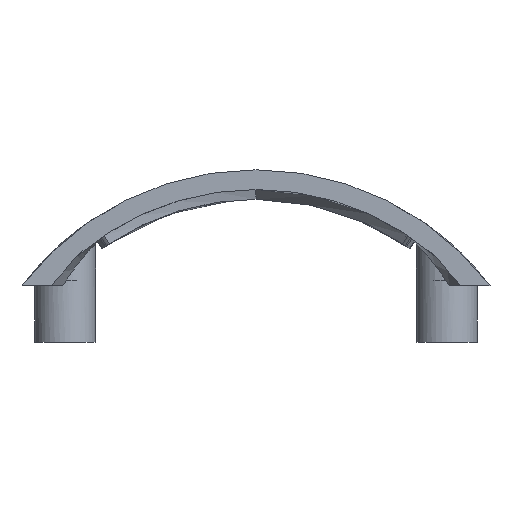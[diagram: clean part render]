
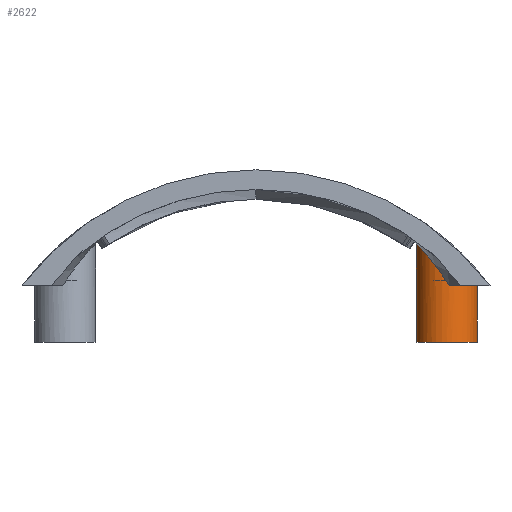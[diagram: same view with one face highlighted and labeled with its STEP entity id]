
A CAD part, front view. The second image highlights one B-rep face of the part: STEP entity #2622.
In plain terms, the highlighted cylindrical face has radius 3.1 mm (diameter 6.2 mm), a partial arc.
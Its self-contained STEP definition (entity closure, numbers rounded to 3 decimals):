
#95 = CARTESIAN_POINT ( 'NONE',  ( 43.125, 3.938, -14.507 ) ) ;
#296 = DIRECTION ( 'NONE',  ( -1., 0., 0. ) ) ;
#302 = CARTESIAN_POINT ( 'NONE',  ( 42.136, 0.999, 1.798 ) ) ;
#344 = CARTESIAN_POINT ( 'NONE',  ( 42.999, 0.836, 0.56 ) ) ;
#424 = EDGE_CURVE ( 'NONE', #7756, #6939, #871, .T. ) ;
#431 = CARTESIAN_POINT ( 'NONE',  ( 40.722, 1.978, 3.513 ) ) ;
#475 = CARTESIAN_POINT ( 'NONE',  ( 40.424, 2.412, 3.831 ) ) ;
#595 = CARTESIAN_POINT ( 'NONE',  ( 40.025, 3.938, -14.507 ) ) ;
#733 = AXIS2_PLACEMENT_3D ( 'NONE', #5174, #4427, #7284 ) ;
#871 = LINE ( 'NONE', #3662, #5977 ) ;
#887 = CARTESIAN_POINT ( 'NONE',  ( 40.025, 3.938, -5.739 ) ) ;
#1045 = CARTESIAN_POINT ( 'NONE',  ( 43.351, 0.846, 0. ) ) ;
#1049 = EDGE_CURVE ( 'NONE', #5807, #2022, #8980, .T. ) ;
#1089 = CARTESIAN_POINT ( 'NONE',  ( 41.6, 1.238, 2.491 ) ) ;
#1498 = CYLINDRICAL_SURFACE ( 'NONE', #8817, 3.1 ) ;
#1632 = ORIENTED_EDGE ( 'NONE', *, *, #6349, .T. ) ;
#1633 = EDGE_CURVE ( 'NONE', #5807, #7756, #6719, .T. ) ;
#1747 = CARTESIAN_POINT ( 'NONE',  ( 42.252, 0.963, 1.64 ) ) ;
#1786 = CARTESIAN_POINT ( 'NONE',  ( 40.025, 3.688, 4.236 ) ) ;
#1866 = AXIS2_PLACEMENT_3D ( 'NONE', #5333, #8184, #296 ) ;
#1914 = CARTESIAN_POINT ( 'NONE',  ( 41.737, 1.166, 2.319 ) ) ;
#2022 = VERTEX_POINT ( 'NONE', #7807 ) ;
#2345 = CARTESIAN_POINT ( 'NONE',  ( 43.351, 0.846, 0. ) ) ;
#2440 = CARTESIAN_POINT ( 'NONE',  ( 40.484, 2.31, 3.768 ) ) ;
#2485 = CARTESIAN_POINT ( 'NONE',  ( 40.582, 2.164, 3.664 ) ) ;
#2527 = CARTESIAN_POINT ( 'NONE',  ( 40.687, 2.022, 3.551 ) ) ;
#2545 = CARTESIAN_POINT ( 'NONE',  ( 46.225, 3.938, 0. ) ) ;
#2547 = CARTESIAN_POINT ( 'NONE',  ( 46.225, 3.938, -5.739 ) ) ;
#2568 = CARTESIAN_POINT ( 'NONE',  ( 40.317, 2.623, 3.942 ) ) ;
#2616 = CARTESIAN_POINT ( 'NONE',  ( 40.943, 1.731, 3.268 ) ) ;
#2622 = ADVANCED_FACE ( 'NONE', ( #7893 ), #1498, .T. ) ;
#3009 = B_SPLINE_CURVE_WITH_KNOTS ( 'NONE', 3,
 ( #1045, #4679, #344, #4595, #6711, #6129, #6881, #7532, #7577, #7488, #3887, #4634, #1747, #5425, #302, #8281, #8994, #5470, #1914, #6838, #8866, #1089, #3974, #3195, #8954, #8325, #4724, #3324, #6752, #2616, #6046, #431, #2527, #8911, #2485, #2440, #475, #8233, #2568, #3154, #5341, #5380, #3280, #8192, #1786, #3930 ),
 .UNSPECIFIED., .F., .F.,
 ( 4, 2, 2, 1, 1, 1, 2, 2, 1, 1, 1, 2, 2, 1, 1, 1, 2, 2, 1, 1, 1, 2, 2, 2, 2, 2, 2, 2, 4 ),
 ( 0., 0.062, 0.066, 0.07, 0.078, 0.094, 0.125, 0.129, 0.133, 0.141, 0.156, 0.187, 0.191, 0.195, 0.203, 0.219, 0.25, 0.254, 0.258, 0.265, 0.281, 0.312, 0.328, 0.344, 0.375, 0.39, 0.406, 0.437, 0.5 ),
 .UNSPECIFIED. ) ;
#3154 = CARTESIAN_POINT ( 'NONE',  ( 40.269, 2.731, 3.991 ) ) ;
#3195 = CARTESIAN_POINT ( 'NONE',  ( 41.317, 1.417, 2.834 ) ) ;
#3280 = CARTESIAN_POINT ( 'NONE',  ( 40.144, 3.078, 4.118 ) ) ;
#3324 = CARTESIAN_POINT ( 'NONE',  ( 41.16, 1.539, 3.019 ) ) ;
#3397 = DIRECTION ( 'NONE',  ( 0., 0., 1. ) ) ;
#3662 = CARTESIAN_POINT ( 'NONE',  ( 46.225, 3.938, -14.507 ) ) ;
#3730 = ORIENTED_EDGE ( 'NONE', *, *, #4479, .T. ) ;
#3797 = ORIENTED_EDGE ( 'NONE', *, *, #424, .T. ) ;
#3887 = CARTESIAN_POINT ( 'NONE',  ( 42.288, 0.953, 1.591 ) ) ;
#3930 = CARTESIAN_POINT ( 'NONE',  ( 40.025, 3.938, 4.236 ) ) ;
#3974 = CARTESIAN_POINT ( 'NONE',  ( 41.444, 1.329, 2.682 ) ) ;
#4392 = DIRECTION ( 'NONE',  ( 0., 0., 1. ) ) ;
#4423 = VERTEX_POINT ( 'NONE', #2345 ) ;
#4427 = DIRECTION ( 'NONE',  ( 0., 0., 1. ) ) ;
#4479 = EDGE_CURVE ( 'NONE', #6939, #4423, #4706, .T. ) ;
#4595 = CARTESIAN_POINT ( 'NONE',  ( 42.822, 0.852, 0.825 ) ) ;
#4634 = CARTESIAN_POINT ( 'NONE',  ( 42.275, 0.956, 1.608 ) ) ;
#4679 = CARTESIAN_POINT ( 'NONE',  ( 43.173, 0.833, 0.29 ) ) ;
#4706 = CIRCLE ( 'NONE', #1866, 3.1 ) ;
#4724 = CARTESIAN_POINT ( 'NONE',  ( 41.193, 1.513, 2.981 ) ) ;
#5174 = CARTESIAN_POINT ( 'NONE',  ( 43.125, 3.938, -5.739 ) ) ;
#5333 = CARTESIAN_POINT ( 'NONE',  ( 43.125, 3.938, 0. ) ) ;
#5341 = CARTESIAN_POINT ( 'NONE',  ( 40.245, 2.788, 4.016 ) ) ;
#5380 = CARTESIAN_POINT ( 'NONE',  ( 40.18, 2.961, 4.081 ) ) ;
#5425 = CARTESIAN_POINT ( 'NONE',  ( 42.217, 0.973, 1.688 ) ) ;
#5470 = CARTESIAN_POINT ( 'NONE',  ( 41.749, 1.16, 2.303 ) ) ;
#5797 = DIRECTION ( 'NONE',  ( 1., 0., 0. ) ) ;
#5807 = VERTEX_POINT ( 'NONE', #887 ) ;
#5900 = ORIENTED_EDGE ( 'NONE', *, *, #1049, .F. ) ;
#5977 = VECTOR ( 'NONE', #6527, 1000. ) ;
#6046 = CARTESIAN_POINT ( 'NONE',  ( 40.829, 1.852, 3.395 ) ) ;
#6129 = CARTESIAN_POINT ( 'NONE',  ( 42.787, 0.856, 0.877 ) ) ;
#6310 = EDGE_LOOP ( 'NONE', ( #5900, #8556, #3797, #3730, #1632 ) ) ;
#6349 = EDGE_CURVE ( 'NONE', #4423, #2022, #3009, .T. ) ;
#6527 = DIRECTION ( 'NONE',  ( 0., 0., 1. ) ) ;
#6711 = CARTESIAN_POINT ( 'NONE',  ( 42.81, 0.854, 0.843 ) ) ;
#6719 = CIRCLE ( 'NONE', #733, 3.1 ) ;
#6752 = CARTESIAN_POINT ( 'NONE',  ( 41.086, 1.601, 3.105 ) ) ;
#6838 = CARTESIAN_POINT ( 'NONE',  ( 41.714, 1.177, 2.348 ) ) ;
#6881 = CARTESIAN_POINT ( 'NONE',  ( 42.753, 0.86, 0.928 ) ) ;
#6939 = VERTEX_POINT ( 'NONE', #2545 ) ;
#7284 = DIRECTION ( 'NONE',  ( 1., 0., 0. ) ) ;
#7488 = CARTESIAN_POINT ( 'NONE',  ( 42.384, 0.926, 1.458 ) ) ;
#7532 = CARTESIAN_POINT ( 'NONE',  ( 42.673, 0.87, 1.046 ) ) ;
#7577 = CARTESIAN_POINT ( 'NONE',  ( 42.516, 0.896, 1.274 ) ) ;
#7756 = VERTEX_POINT ( 'NONE', #2547 ) ;
#7807 = CARTESIAN_POINT ( 'NONE',  ( 40.025, 3.938, 4.236 ) ) ;
#7893 = FACE_OUTER_BOUND ( 'NONE', #6310, .T. ) ;
#8184 = DIRECTION ( 'NONE',  ( 0., 0., -1. ) ) ;
#8192 = CARTESIAN_POINT ( 'NONE',  ( 40.056, 3.437, 4.206 ) ) ;
#8233 = CARTESIAN_POINT ( 'NONE',  ( 40.343, 2.569, 3.916 ) ) ;
#8281 = CARTESIAN_POINT ( 'NONE',  ( 41.977, 1.055, 2.01 ) ) ;
#8325 = CARTESIAN_POINT ( 'NONE',  ( 41.214, 1.496, 2.956 ) ) ;
#8556 = ORIENTED_EDGE ( 'NONE', *, *, #1633, .T. ) ;
#8817 = AXIS2_PLACEMENT_3D ( 'NONE', #95, #4392, #5797 ) ;
#8827 = VECTOR ( 'NONE', #3397, 1000. ) ;
#8866 = CARTESIAN_POINT ( 'NONE',  ( 41.679, 1.195, 2.391 ) ) ;
#8911 = CARTESIAN_POINT ( 'NONE',  ( 40.616, 2.116, 3.627 ) ) ;
#8954 = CARTESIAN_POINT ( 'NONE',  ( 41.226, 1.487, 2.942 ) ) ;
#8980 = LINE ( 'NONE', #595, #8827 ) ;
#8994 = CARTESIAN_POINT ( 'NONE',  ( 41.845, 1.112, 2.181 ) ) ;
